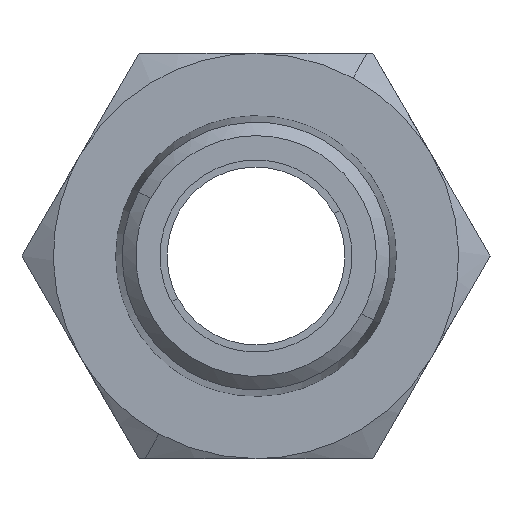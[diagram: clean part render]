
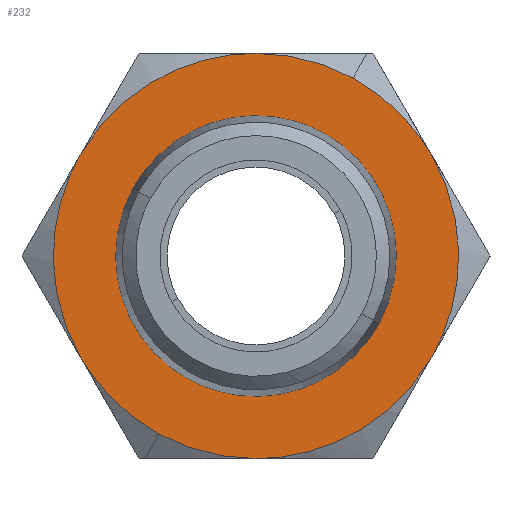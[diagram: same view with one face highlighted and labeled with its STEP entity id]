
A CAD part, front view. The second image highlights one B-rep face of the part: STEP entity #232.
In plain terms, the highlighted planar face has unit normal (0, -1, 0).
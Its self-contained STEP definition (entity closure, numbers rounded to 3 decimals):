
#18=FACE_BOUND('',#332,.T.);
#63=(
BOUNDED_CURVE()
B_SPLINE_CURVE(2,(#1853,#1854,#1855),.UNSPECIFIED.,.F.,.F.)
B_SPLINE_CURVE_WITH_KNOTS((3,3),(0.,9.948),.UNSPECIFIED.)
CURVE()
GEOMETRIC_REPRESENTATION_ITEM()
RATIONAL_B_SPLINE_CURVE((1.,0.866,1.))
REPRESENTATION_ITEM('')
);
#64=(
BOUNDED_CURVE()
B_SPLINE_CURVE(2,(#1856,#1857,#1858),.UNSPECIFIED.,.F.,.F.)
B_SPLINE_CURVE_WITH_KNOTS((3,3),(0.,9.948),.UNSPECIFIED.)
CURVE()
GEOMETRIC_REPRESENTATION_ITEM()
RATIONAL_B_SPLINE_CURVE((1.,0.866,1.))
REPRESENTATION_ITEM('')
);
#65=(
BOUNDED_CURVE()
B_SPLINE_CURVE(2,(#1859,#1860,#1861),.UNSPECIFIED.,.F.,.F.)
B_SPLINE_CURVE_WITH_KNOTS((3,3),(0.,5.198),.UNSPECIFIED.)
CURVE()
GEOMETRIC_REPRESENTATION_ITEM()
RATIONAL_B_SPLINE_CURVE((1.,0.963,1.))
REPRESENTATION_ITEM('')
);
#66=(
BOUNDED_CURVE()
B_SPLINE_CURVE(2,(#1862,#1863,#1864),.UNSPECIFIED.,.F.,.F.)
B_SPLINE_CURVE_WITH_KNOTS((3,3),(0.,4.75),.UNSPECIFIED.)
CURVE()
GEOMETRIC_REPRESENTATION_ITEM()
RATIONAL_B_SPLINE_CURVE((1.,0.969,1.))
REPRESENTATION_ITEM('')
);
#67=(
BOUNDED_CURVE()
B_SPLINE_CURVE(2,(#1865,#1866,#1867),.UNSPECIFIED.,.F.,.F.)
B_SPLINE_CURVE_WITH_KNOTS((3,3),(0.,9.948),.UNSPECIFIED.)
CURVE()
GEOMETRIC_REPRESENTATION_ITEM()
RATIONAL_B_SPLINE_CURVE((1.,0.866,1.))
REPRESENTATION_ITEM('')
);
#68=(
BOUNDED_CURVE()
B_SPLINE_CURVE(2,(#1868,#1869,#1870),.UNSPECIFIED.,.F.,.F.)
B_SPLINE_CURVE_WITH_KNOTS((3,3),(0.,9.948),.UNSPECIFIED.)
CURVE()
GEOMETRIC_REPRESENTATION_ITEM()
RATIONAL_B_SPLINE_CURVE((1.,0.866,1.))
REPRESENTATION_ITEM('')
);
#69=(
BOUNDED_CURVE()
B_SPLINE_CURVE(2,(#1871,#1872,#1873),.UNSPECIFIED.,.F.,.F.)
B_SPLINE_CURVE_WITH_KNOTS((3,3),(0.,4.75),.UNSPECIFIED.)
CURVE()
GEOMETRIC_REPRESENTATION_ITEM()
RATIONAL_B_SPLINE_CURVE((1.,0.969,1.))
REPRESENTATION_ITEM('')
);
#70=(
BOUNDED_CURVE()
B_SPLINE_CURVE(2,(#1874,#1875,#1876),.UNSPECIFIED.,.F.,.F.)
B_SPLINE_CURVE_WITH_KNOTS((3,3),(0.,5.198),.UNSPECIFIED.)
CURVE()
GEOMETRIC_REPRESENTATION_ITEM()
RATIONAL_B_SPLINE_CURVE((1.,0.963,1.))
REPRESENTATION_ITEM('')
);
#71=(
BOUNDED_CURVE()
B_SPLINE_CURVE(2,(#1877,#1878,#1879,#1880,#1881),.UNSPECIFIED.,.F.,.F.)
B_SPLINE_CURVE_WITH_KNOTS((3,2,3),(-20.667,-10.333,
0.),.UNSPECIFIED.)
CURVE()
GEOMETRIC_REPRESENTATION_ITEM()
RATIONAL_B_SPLINE_CURVE((1.,0.707,1.,0.707,1.))
REPRESENTATION_ITEM('')
);
#72=(
BOUNDED_CURVE()
B_SPLINE_CURVE(2,(#1882,#1883,#1884,#1885,#1886),.UNSPECIFIED.,.F.,.F.)
B_SPLINE_CURVE_WITH_KNOTS((3,2,3),(-20.667,-10.333,
0.),.UNSPECIFIED.)
CURVE()
GEOMETRIC_REPRESENTATION_ITEM()
RATIONAL_B_SPLINE_CURVE((1.,0.707,1.,0.707,1.))
REPRESENTATION_ITEM('')
);
#232=ADVANCED_FACE('',(#280,#18),#1054,.T.);
#280=FACE_OUTER_BOUND('',#331,.T.);
#331=EDGE_LOOP('',(#450,#451,#452,#453,#454,#455,#456,#457));
#332=EDGE_LOOP('',(#458,#459));
#450=ORIENTED_EDGE('',*,*,#664,.F.);
#451=ORIENTED_EDGE('',*,*,#663,.F.);
#452=ORIENTED_EDGE('',*,*,#662,.F.);
#453=ORIENTED_EDGE('',*,*,#660,.F.);
#454=ORIENTED_EDGE('',*,*,#661,.F.);
#455=ORIENTED_EDGE('',*,*,#659,.F.);
#456=ORIENTED_EDGE('',*,*,#658,.F.);
#457=ORIENTED_EDGE('',*,*,#665,.F.);
#458=ORIENTED_EDGE('',*,*,#666,.F.);
#459=ORIENTED_EDGE('',*,*,#667,.F.);
#658=EDGE_CURVE('',#955,#956,#63,.T.);
#659=EDGE_CURVE('',#956,#954,#64,.T.);
#660=EDGE_CURVE('',#957,#958,#65,.T.);
#661=EDGE_CURVE('',#954,#957,#66,.T.);
#662=EDGE_CURVE('',#958,#959,#67,.T.);
#663=EDGE_CURVE('',#959,#960,#68,.T.);
#664=EDGE_CURVE('',#960,#961,#69,.T.);
#665=EDGE_CURVE('',#961,#955,#70,.T.);
#666=EDGE_CURVE('',#962,#963,#71,.T.);
#667=EDGE_CURVE('',#963,#962,#72,.T.);
#954=VERTEX_POINT('',#1843);
#955=VERTEX_POINT('',#1844);
#956=VERTEX_POINT('',#1845);
#957=VERTEX_POINT('',#1846);
#958=VERTEX_POINT('',#1847);
#959=VERTEX_POINT('',#1848);
#960=VERTEX_POINT('',#1849);
#961=VERTEX_POINT('',#1850);
#962=VERTEX_POINT('',#1851);
#963=VERTEX_POINT('',#1852);
#1054=PLANE('',#1154);
#1154=AXIS2_PLACEMENT_3D('',#1842,#1170,$);
#1170=DIRECTION('',(0.,-1.,0.));
#1842=CARTESIAN_POINT('',(-13.224,12.5,11.46));
#1843=CARTESIAN_POINT('',(0.,12.5,-9.5));
#1844=CARTESIAN_POINT('',(8.227,12.5,4.75));
#1845=CARTESIAN_POINT('',(8.227,12.5,-4.75));
#1846=CARTESIAN_POINT('',(-4.555,12.5,-8.337));
#1847=CARTESIAN_POINT('',(-8.227,12.5,-4.75));
#1848=CARTESIAN_POINT('',(-8.227,12.5,4.75));
#1849=CARTESIAN_POINT('',(0.,12.5,9.5));
#1850=CARTESIAN_POINT('',(4.555,12.5,8.337));
#1851=CARTESIAN_POINT('',(-5.773,12.5,3.154));
#1852=CARTESIAN_POINT('',(5.773,12.5,-3.154));
#1853=CARTESIAN_POINT('',(8.227,12.5,4.75));
#1854=CARTESIAN_POINT('',(10.97,12.5,0.));
#1855=CARTESIAN_POINT('',(8.227,12.5,-4.75));
#1856=CARTESIAN_POINT('',(8.227,12.5,-4.75));
#1857=CARTESIAN_POINT('',(5.485,12.5,-9.5));
#1858=CARTESIAN_POINT('',(0.,12.5,-9.5));
#1859=CARTESIAN_POINT('',(-4.555,12.5,-8.337));
#1860=CARTESIAN_POINT('',(-6.894,12.5,-7.059));
#1861=CARTESIAN_POINT('',(-8.227,12.5,-4.75));
#1862=CARTESIAN_POINT('',(0.,12.5,-9.5));
#1863=CARTESIAN_POINT('',(-2.426,12.5,-9.5));
#1864=CARTESIAN_POINT('',(-4.555,12.5,-8.337));
#1865=CARTESIAN_POINT('',(-8.227,12.5,-4.75));
#1866=CARTESIAN_POINT('',(-10.97,12.5,0.));
#1867=CARTESIAN_POINT('',(-8.227,12.5,4.75));
#1868=CARTESIAN_POINT('',(-8.227,12.5,4.75));
#1869=CARTESIAN_POINT('',(-5.485,12.5,9.5));
#1870=CARTESIAN_POINT('',(0.,12.5,9.5));
#1871=CARTESIAN_POINT('',(0.,12.5,9.5));
#1872=CARTESIAN_POINT('',(2.426,12.5,9.5));
#1873=CARTESIAN_POINT('',(4.555,12.5,8.337));
#1874=CARTESIAN_POINT('',(4.555,12.5,8.337));
#1875=CARTESIAN_POINT('',(6.894,12.5,7.059));
#1876=CARTESIAN_POINT('',(8.227,12.5,4.75));
#1877=CARTESIAN_POINT('',(-5.773,12.5,3.154));
#1878=CARTESIAN_POINT('',(-8.927,12.5,-2.619));
#1879=CARTESIAN_POINT('',(-3.154,12.5,-5.773));
#1880=CARTESIAN_POINT('',(2.619,12.5,-8.927));
#1881=CARTESIAN_POINT('',(5.773,12.5,-3.154));
#1882=CARTESIAN_POINT('',(5.773,12.5,-3.154));
#1883=CARTESIAN_POINT('',(8.927,12.5,2.619));
#1884=CARTESIAN_POINT('',(3.154,12.5,5.773));
#1885=CARTESIAN_POINT('',(-2.619,12.5,8.927));
#1886=CARTESIAN_POINT('',(-5.773,12.5,3.154));
